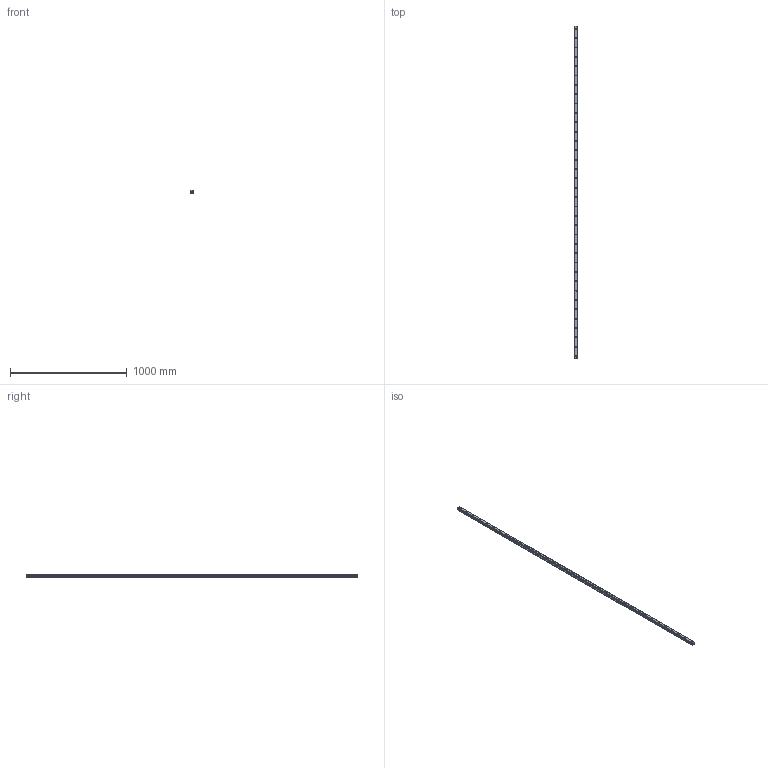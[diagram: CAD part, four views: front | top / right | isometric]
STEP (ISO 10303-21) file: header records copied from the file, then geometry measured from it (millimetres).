
FILE_DESCRIPTION(('STEP AP214'),'1');
FILE_NAME('cctmp_7C77343C-2B44-4905-91B8-CB04F0887894_2020_6_24_10_0_15_331..stp','2020-06-24T08:00:15',('HIWIN GmbH'),('CADClick - www.CADClick.com'),'Spatial InterOp 3D',' ','unknown authorization');
FILE_SCHEMA(('AUTOMOTIVE_DESIGN'));
Length unit declared in the file: millimetre
Products named in the file (1): HGR30R2840H_FILE
Bounding box: 28 x 2840 x 26 mm (x, y, z)
Volume: 1651097.8 mm3; surface area: 352477.1 mm2
Topology: 1 solids, 1 shells, 439 faces, 975 edges, 650 vertices
Faces by surface type: cylinder 238, plane 201
Entity records: 15881 total; most frequent: DIRECTION 2331, CARTESIAN_POINT 2065, ORIENTED_EDGE 1950, EDGE_CURVE 975, AXIS2_PLACEMENT_3D 916, VERTEX_POINT 650, EDGE_LOOP 551, LINE 499
